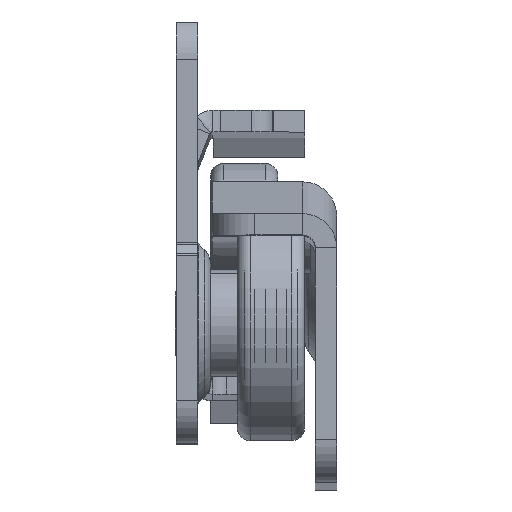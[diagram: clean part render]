
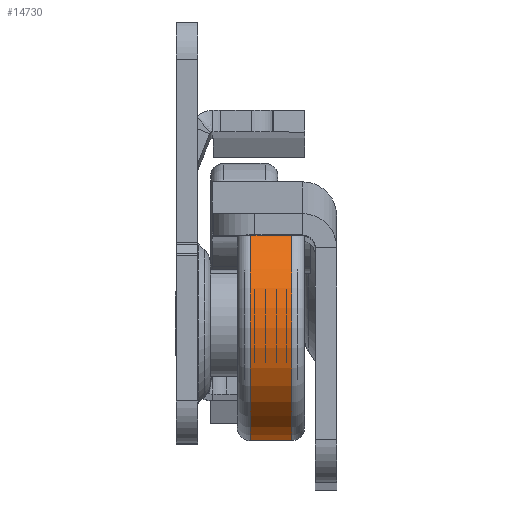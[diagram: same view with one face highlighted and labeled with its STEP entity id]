
A CAD part, top view. The second image highlights one B-rep face of the part: STEP entity #14730.
In plain terms, the highlighted cylindrical face has radius 11 mm (diameter 22 mm), a partial arc.
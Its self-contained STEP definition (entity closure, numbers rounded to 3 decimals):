
#877 = LINE ( 'NONE', #6337, #45447 ) ;
#3340 = CARTESIAN_POINT ( 'NONE',  ( 1.2, 0., 11. ) ) ;
#4640 = EDGE_CURVE ( 'NONE', #45859, #5214, #21275, .T. ) ;
#5214 = VERTEX_POINT ( 'NONE', #9357 ) ;
#5569 = ORIENTED_EDGE ( 'NONE', *, *, #38949, .T. ) ;
#5682 = EDGE_CURVE ( 'NONE', #47869, #45859, #877, .T. ) ;
#6337 = CARTESIAN_POINT ( 'NONE',  ( 0., 0., 11. ) ) ;
#8832 = CARTESIAN_POINT ( 'NONE',  ( 5.1, 0., 0. ) ) ;
#9327 = DIRECTION ( 'NONE',  ( -1., 0., 0. ) ) ;
#9357 = CARTESIAN_POINT ( 'NONE',  ( 1.2, 0., -11. ) ) ;
#10009 = CARTESIAN_POINT ( 'NONE',  ( 5.1, 0., 11. ) ) ;
#10164 = FACE_OUTER_BOUND ( 'NONE', #21451, .T. ) ;
#12054 = AXIS2_PLACEMENT_3D ( 'NONE', #28188, #28481, #14945 ) ;
#14730 = ADVANCED_FACE ( 'NONE', ( #10164 ), #28016, .T. ) ;
#14945 = DIRECTION ( 'NONE',  ( 0., 0., 1. ) ) ;
#20276 = EDGE_CURVE ( 'NONE', #47869, #56545, #32253, .T. ) ;
#21275 = CIRCLE ( 'NONE', #12054, 11. ) ;
#21434 = ORIENTED_EDGE ( 'NONE', *, *, #4640, .F. ) ;
#21451 = EDGE_LOOP ( 'NONE', ( #32130, #5569, #21434, #23390 ) ) ;
#22652 = AXIS2_PLACEMENT_3D ( 'NONE', #45669, #9327, #40253 ) ;
#23390 = ORIENTED_EDGE ( 'NONE', *, *, #5682, .F. ) ;
#28016 = CYLINDRICAL_SURFACE ( 'NONE', #22652, 11. ) ;
#28188 = CARTESIAN_POINT ( 'NONE',  ( 1.2, 0., 0. ) ) ;
#28481 = DIRECTION ( 'NONE',  ( -1., 0., 0. ) ) ;
#28547 = AXIS2_PLACEMENT_3D ( 'NONE', #8832, #34282, #38913 ) ;
#30150 = DIRECTION ( 'NONE',  ( -1., 0., 0. ) ) ;
#32130 = ORIENTED_EDGE ( 'NONE', *, *, #20276, .T. ) ;
#32253 = CIRCLE ( 'NONE', #28547, 11. ) ;
#32326 = DIRECTION ( 'NONE',  ( -1., 0., 0. ) ) ;
#32409 = CARTESIAN_POINT ( 'NONE',  ( 5.1, 0., -11. ) ) ;
#34282 = DIRECTION ( 'NONE',  ( -1., 0., 0. ) ) ;
#35678 = LINE ( 'NONE', #48117, #42411 ) ;
#38913 = DIRECTION ( 'NONE',  ( 0., 0., 1. ) ) ;
#38949 = EDGE_CURVE ( 'NONE', #56545, #5214, #35678, .T. ) ;
#40253 = DIRECTION ( 'NONE',  ( 0., 0., 1. ) ) ;
#42411 = VECTOR ( 'NONE', #30150, 1000. ) ;
#45447 = VECTOR ( 'NONE', #32326, 1000. ) ;
#45669 = CARTESIAN_POINT ( 'NONE',  ( 0., 0., 0. ) ) ;
#45859 = VERTEX_POINT ( 'NONE', #3340 ) ;
#47869 = VERTEX_POINT ( 'NONE', #10009 ) ;
#48117 = CARTESIAN_POINT ( 'NONE',  ( 0., 0., -11. ) ) ;
#56545 = VERTEX_POINT ( 'NONE', #32409 ) ;
